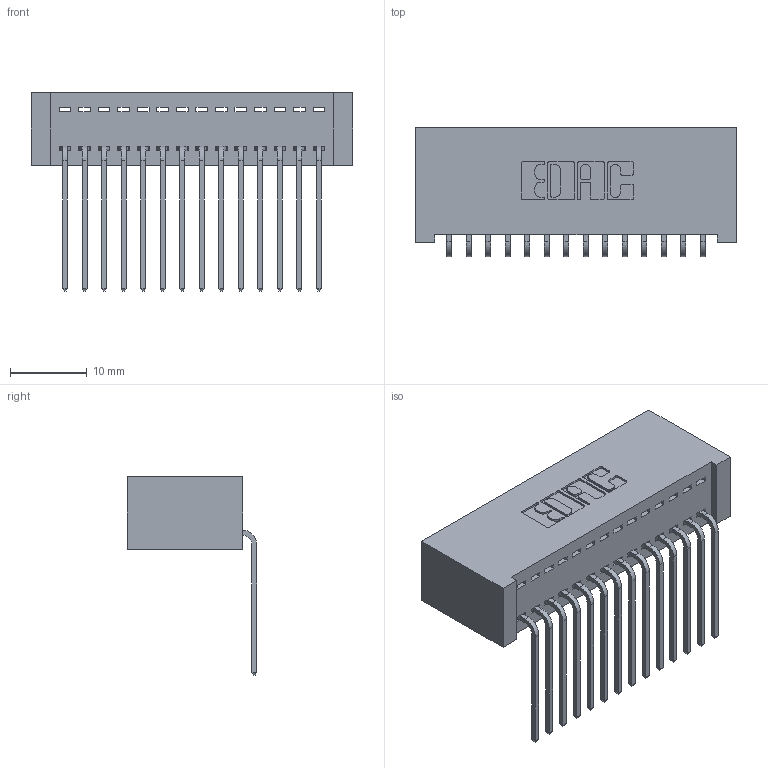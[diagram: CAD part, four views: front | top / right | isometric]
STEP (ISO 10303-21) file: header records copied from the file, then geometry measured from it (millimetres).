
FILE_DESCRIPTION (( 'STEP AP203' ), '1' );
FILE_NAME ('342-014-559-101.STEP', '2019-10-01T18:08:43', ( '' ), ( '' ), 'SwSTEP 2.0', 'SolidWorks 2016', '' );
FILE_SCHEMA (( 'CONFIG_CONTROL_DESIGN' ));
Length unit declared in the file: inch
Products named in the file (3): 345-292-001_558 559 Tail - 1; 342-014-559-101; 342 Part_Lugless
Assembly tree (15 placements, depth 2):
  342-014-559-101
    342 Part_Lugless
    345-292-001_558 559 Tail - 1  x14
Bounding box: 41.81 x 16.83 x 25.78 mm (x, y, z)
Volume: 4018.2 mm3; surface area: 5966 mm2
Topology: 15 solids, 15 shells, 942 faces, 2823 edges, 1862 vertices
Faces by surface type: plane 678, cylinder 264
Entity records: 11855 total; most frequent: CARTESIAN_POINT 2056, ORIENTED_EDGE 2006, DIRECTION 1783, EDGE_CURVE 1003, VECTOR 883, LINE 883, VERTEX_POINT 666, AXIS2_PLACEMENT_3D 450
